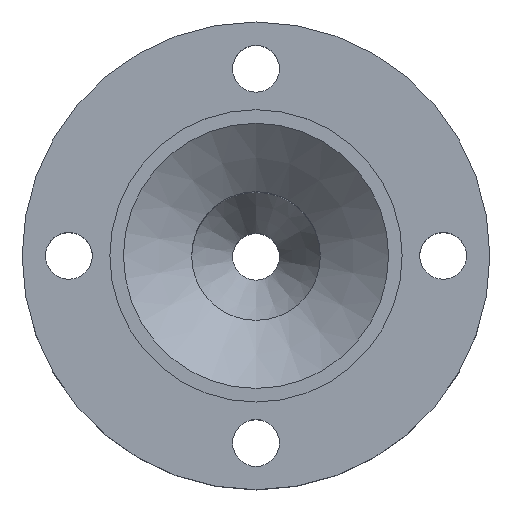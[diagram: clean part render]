
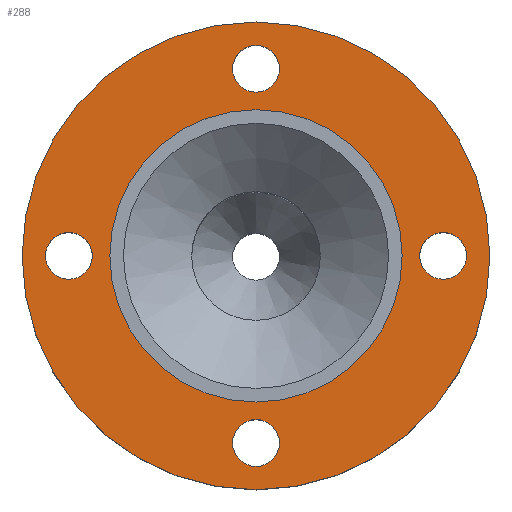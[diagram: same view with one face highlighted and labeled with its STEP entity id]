
A CAD part, top view. The second image highlights one B-rep face of the part: STEP entity #288.
In plain terms, the highlighted planar face has unit normal (0, 0, 1).
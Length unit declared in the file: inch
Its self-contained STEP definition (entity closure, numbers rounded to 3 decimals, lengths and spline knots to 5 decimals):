
#27=FACE_BOUND('',#87,.T.);
#28=FACE_BOUND('',#88,.T.);
#29=FACE_BOUND('',#89,.T.);
#30=FACE_BOUND('',#90,.T.);
#31=FACE_BOUND('',#91,.T.);
#36=PLANE('',#565);
#57=FACE_OUTER_BOUND('',#86,.T.);
#86=EDGE_LOOP('',(#234));
#87=EDGE_LOOP('',(#235));
#88=EDGE_LOOP('',(#236));
#89=EDGE_LOOP('',(#237));
#90=EDGE_LOOP('',(#238));
#91=EDGE_LOOP('',(#239));
#100=VERTEX_POINT('',#875);
#102=VERTEX_POINT('',#881);
#104=VERTEX_POINT('',#887);
#106=VERTEX_POINT('',#893);
#120=VERTEX_POINT('',#940);
#121=VERTEX_POINT('',#944);
#129=EDGE_CURVE('',#100,#100,#301,.T.);
#132=EDGE_CURVE('',#102,#102,#303,.T.);
#135=EDGE_CURVE('',#104,#104,#305,.T.);
#138=EDGE_CURVE('',#106,#106,#307,.T.);
#159=EDGE_CURVE('',#120,#120,#323,.T.);
#161=EDGE_CURVE('',#121,#121,#324,.T.);
#234=ORIENTED_EDGE('',*,*,#159,.T.);
#235=ORIENTED_EDGE('',*,*,#129,.T.);
#236=ORIENTED_EDGE('',*,*,#132,.T.);
#237=ORIENTED_EDGE('',*,*,#135,.T.);
#238=ORIENTED_EDGE('',*,*,#138,.T.);
#239=ORIENTED_EDGE('',*,*,#161,.F.);
#288=ADVANCED_FACE('',(#57,#27,#28,#29,#30,#31),#36,.T.);
#301=CIRCLE('',#528,0.125);
#303=CIRCLE('',#531,0.125);
#305=CIRCLE('',#534,0.125);
#307=CIRCLE('',#537,0.125);
#323=CIRCLE('',#564,1.25);
#324=CIRCLE('',#566,0.78125);
#528=AXIS2_PLACEMENT_3D('',#877,#631,#632);
#531=AXIS2_PLACEMENT_3D('',#883,#638,#639);
#534=AXIS2_PLACEMENT_3D('',#889,#645,#646);
#537=AXIS2_PLACEMENT_3D('',#895,#652,#653);
#564=AXIS2_PLACEMENT_3D('',#941,#711,#712);
#565=AXIS2_PLACEMENT_3D('',#943,#714,#715);
#566=AXIS2_PLACEMENT_3D('',#945,#716,#717);
#631=DIRECTION('center_axis',(0.,0.,-1.));
#632=DIRECTION('ref_axis',(0.,1.,0.));
#638=DIRECTION('center_axis',(0.,0.,-1.));
#639=DIRECTION('ref_axis',(0.,1.,0.));
#645=DIRECTION('center_axis',(0.,0.,-1.));
#646=DIRECTION('ref_axis',(0.,1.,0.));
#652=DIRECTION('center_axis',(0.,0.,-1.));
#653=DIRECTION('ref_axis',(0.,1.,0.));
#711=DIRECTION('center_axis',(0.,0.,1.));
#712=DIRECTION('ref_axis',(1.,0.,0.));
#714=DIRECTION('center_axis',(0.,0.,1.));
#715=DIRECTION('ref_axis',(1.,0.,0.));
#716=DIRECTION('center_axis',(0.,0.,1.));
#717=DIRECTION('ref_axis',(1.,0.,0.));
#875=CARTESIAN_POINT('',(318.37697,278.37642,3.60235));
#877=CARTESIAN_POINT('Origin',(318.37697,278.50142,3.60235));
#881=CARTESIAN_POINT('',(318.37697,280.37642,3.60235));
#883=CARTESIAN_POINT('Origin',(318.37697,280.50142,3.60235));
#887=CARTESIAN_POINT('',(317.37697,279.37642,3.60235));
#889=CARTESIAN_POINT('Origin',(317.37697,279.50142,3.60235));
#893=CARTESIAN_POINT('',(319.37697,279.37642,3.60235));
#895=CARTESIAN_POINT('Origin',(319.37697,279.50142,3.60235));
#940=CARTESIAN_POINT('',(318.37697,278.25142,3.60235));
#941=CARTESIAN_POINT('Origin',(318.37697,279.50142,3.60235));
#943=CARTESIAN_POINT('Origin',(318.37697,280.28267,3.60235));
#944=CARTESIAN_POINT('',(318.37697,278.72017,3.60235));
#945=CARTESIAN_POINT('Origin',(318.37697,279.50142,3.60235));
